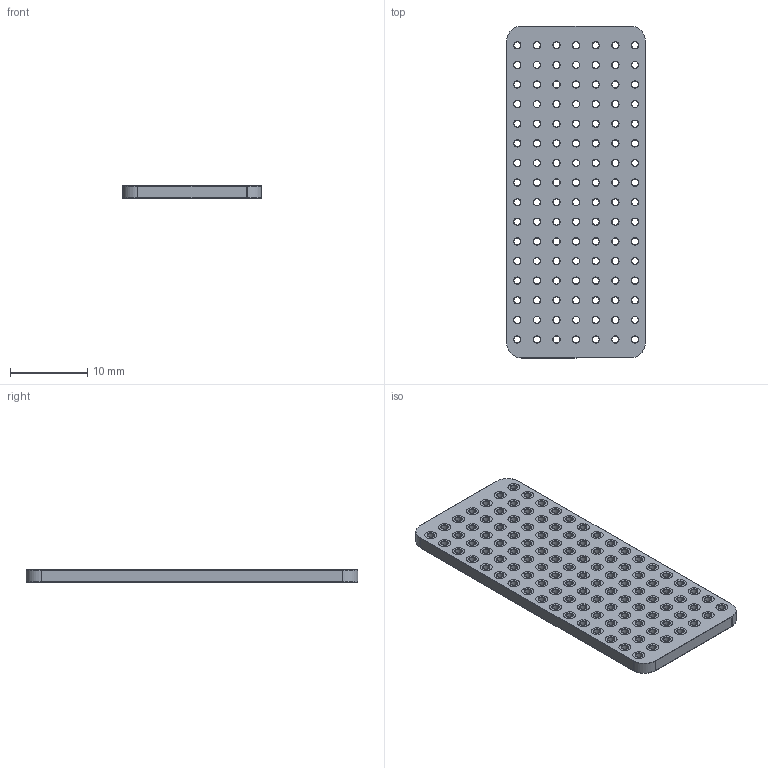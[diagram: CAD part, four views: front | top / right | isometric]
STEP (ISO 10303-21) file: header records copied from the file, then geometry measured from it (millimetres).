
FILE_DESCRIPTION(/* description */ (''),/* implementation_level */ '2;1');
FILE_NAME(/* name */ 'LasKKit_Nano_proto_ shield.step',/* time_stamp */ '2025-04-30T13:04:06+02:00',/* author */ (''),/* organization */ (''),/* preprocessor_version */ 'ST-DEVELOPER v20.1',/* originating_system */ 'Autodesk Translation Framework v14.4.0.0',/* authorisation */ '');
FILE_SCHEMA (('AUTOMOTIVE_DESIGN { 1 0 10303 214 3 1 1 }'));
Products named in the file (7): LasKKit_Nano_proto_ shield; Packages; LASKKIT_HEART_4MM; 1-copper; 16-copper; 1-soldermask; 16-soldermask
Assembly tree (6 placements, depth 3):
  LasKKit_Nano_proto_ shield
    Packages
      LASKKIT_HEART_4MM
    1-copper
    16-copper
    1-soldermask
    16-soldermask
Bounding box: 18 x 43 x 1.6 mm (x, y, z)
Volume: 1136.3 mm3; surface area: 6497 mm2
Topology: 339 solids, 339 shells, 2391 faces, 5139 edges, 3426 vertices
Faces by surface type: cylinder 1244, plane 1147
Full cylindrical faces by diameter (mm): 0.88 x336, 0.95 x448
Entity records: 68396 total; most frequent: DIRECTION 12437, CARTESIAN_POINT 10970, ORIENTED_EDGE 10278, EDGE_CURVE 5139, AXIS2_PLACEMENT_3D 4893, EDGE_LOOP 3735, VERTEX_POINT 3426, LINE 2651
